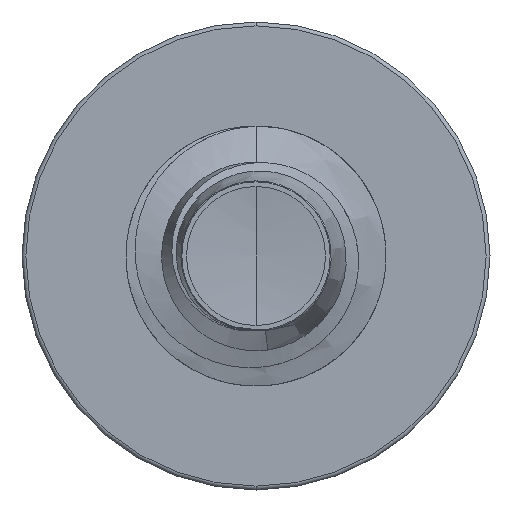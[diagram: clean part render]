
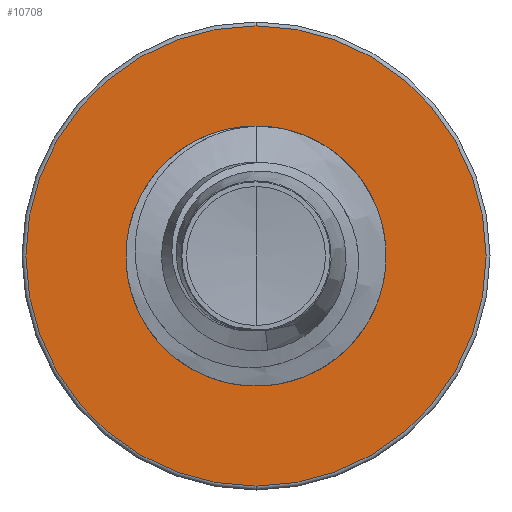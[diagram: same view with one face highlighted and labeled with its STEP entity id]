
A CAD part, front view. The second image highlights one B-rep face of the part: STEP entity #10708.
In plain terms, the highlighted planar face has unit normal (0, -1, 0).
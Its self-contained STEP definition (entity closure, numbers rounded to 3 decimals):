
#36 = CARTESIAN_POINT ( 'NONE',  ( 0., 6.5, 0. ) ) ;
#141 = DIRECTION ( 'NONE',  ( 0., 1., 0. ) ) ;
#273 = DIRECTION ( 'NONE',  ( 0., 0., 1. ) ) ;
#620 = AXIS2_PLACEMENT_3D ( 'NONE', #7109, #141, #8247 ) ;
#731 = VERTEX_POINT ( 'NONE', #11278 ) ;
#1200 = DIRECTION ( 'NONE',  ( 0., 0., 1. ) ) ;
#1284 = ORIENTED_EDGE ( 'NONE', *, *, #5589, .T. ) ;
#1616 = AXIS2_PLACEMENT_3D ( 'NONE', #3530, #11547, #4680 ) ;
#2679 = CIRCLE ( 'NONE', #5088, 1.77 ) ;
#3373 = EDGE_CURVE ( 'NONE', #10700, #731, #2679, .T. ) ;
#3530 = CARTESIAN_POINT ( 'NONE',  ( 0., 6.5, 0. ) ) ;
#4087 = FACE_OUTER_BOUND ( 'NONE', #6876, .T. ) ;
#4680 = DIRECTION ( 'NONE',  ( 0., 0., 1. ) ) ;
#4754 = CARTESIAN_POINT ( 'NONE',  ( 0., 6.5, -0.986 ) ) ;
#5088 = AXIS2_PLACEMENT_3D ( 'NONE', #36, #8136, #1200 ) ;
#5580 = VERTEX_POINT ( 'NONE', #4754 ) ;
#5589 = EDGE_CURVE ( 'NONE', #13283, #5580, #8982, .T. ) ;
#6255 = CARTESIAN_POINT ( 'NONE',  ( 0., 6.5, 0. ) ) ;
#6414 = ORIENTED_EDGE ( 'NONE', *, *, #11341, .F. ) ;
#6581 = AXIS2_PLACEMENT_3D ( 'NONE', #11753, #7234, #273 ) ;
#6876 = EDGE_LOOP ( 'NONE', ( #7318, #6414 ) ) ;
#7109 = CARTESIAN_POINT ( 'NONE',  ( 0., 6.5, 0. ) ) ;
#7234 = DIRECTION ( 'NONE',  ( 0., 1., 0. ) ) ;
#7318 = ORIENTED_EDGE ( 'NONE', *, *, #3373, .F. ) ;
#7429 = DIRECTION ( 'NONE',  ( 0., 0., 1. ) ) ;
#8136 = DIRECTION ( 'NONE',  ( 0., 1., 0. ) ) ;
#8247 = DIRECTION ( 'NONE',  ( 0., 0., 1. ) ) ;
#8982 = CIRCLE ( 'NONE', #620, 0.986 ) ;
#9644 = AXIS2_PLACEMENT_3D ( 'NONE', #6255, #14182, #7429 ) ;
#10204 = CIRCLE ( 'NONE', #9644, 1.77 ) ;
#10700 = VERTEX_POINT ( 'NONE', #12894 ) ;
#10708 = ADVANCED_FACE ( 'NONE', ( #4087, #12870 ), #14006, .F. ) ;
#10870 = CARTESIAN_POINT ( 'NONE',  ( 0., 6.5, 0.986 ) ) ;
#11082 = EDGE_LOOP ( 'NONE', ( #1284, #11847 ) ) ;
#11278 = CARTESIAN_POINT ( 'NONE',  ( 0., 6.5, -1.77 ) ) ;
#11341 = EDGE_CURVE ( 'NONE', #731, #10700, #10204, .T. ) ;
#11547 = DIRECTION ( 'NONE',  ( 0., 1., 0. ) ) ;
#11753 = CARTESIAN_POINT ( 'NONE',  ( 0., 6.5, -0.986 ) ) ;
#11847 = ORIENTED_EDGE ( 'NONE', *, *, #12297, .T. ) ;
#12297 = EDGE_CURVE ( 'NONE', #5580, #13283, #14073, .T. ) ;
#12870 = FACE_BOUND ( 'NONE', #11082, .T. ) ;
#12894 = CARTESIAN_POINT ( 'NONE',  ( 0., 6.5, 1.77 ) ) ;
#13283 = VERTEX_POINT ( 'NONE', #10870 ) ;
#14006 = PLANE ( 'NONE',  #6581 ) ;
#14073 = CIRCLE ( 'NONE', #1616, 0.986 ) ;
#14182 = DIRECTION ( 'NONE',  ( 0., 1., 0. ) ) ;
